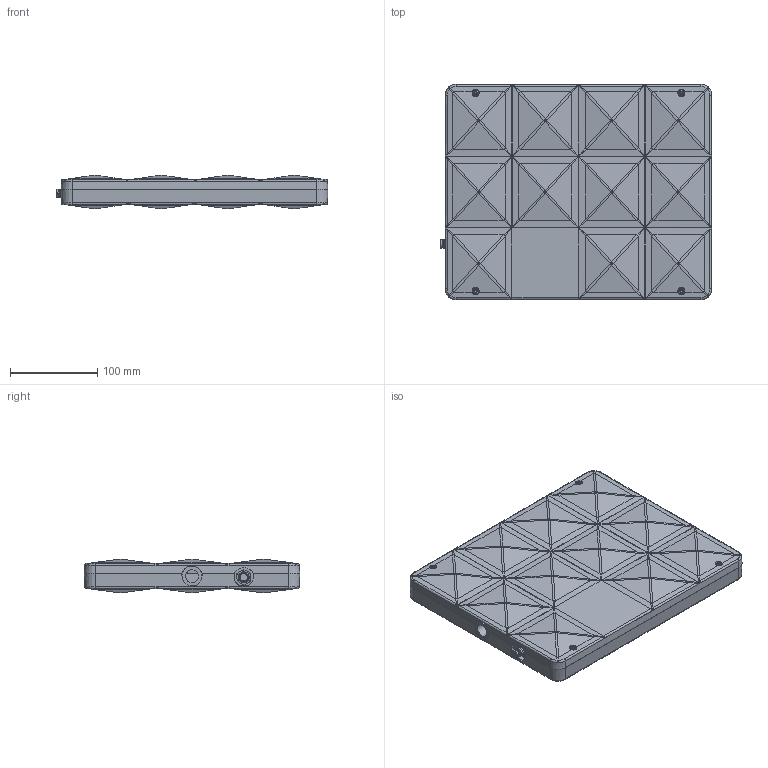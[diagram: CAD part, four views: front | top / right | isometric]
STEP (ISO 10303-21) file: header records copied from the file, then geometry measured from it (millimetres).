
FILE_DESCRIPTION (( 'STEP AP214' ), '1' );
FILE_NAME ('110-00001 - CP Stage - Assembly.STEP', '2025-02-25T19:24:47', ( '' ), ( '' ), 'SwSTEP 2.0', 'SolidWorks 2023', '' );
FILE_SCHEMA (( 'AUTOMOTIVE_DESIGN' ));
Length unit declared in the file: millimetre
Products named in the file (1): 110-00001 - CP Stage - Assembly
Bounding box: 311.78 x 247.24 x 38.52 mm (x, y, z)
Surface area: 193065.7 mm2 (no closed solid volume)
Topology: 0 solids, 11 shells, 808 faces, 2147 edges, 1248 vertices
Faces by surface type: bspline 348, cylinder 250, plane 119, cone 75, torus 16
Entity records: 37819 total; most frequent: CARTESIAN_POINT 12643, ORIENTED_EDGE 3794, DIRECTION 2546, EDGE_CURVE 2073, VERTEX_POINT 1248, AXIS2_PLACEMENT_3D 939, EDGE_LOOP 825, UNCERTAINTY_MEASURE_WITH_UNIT 809
